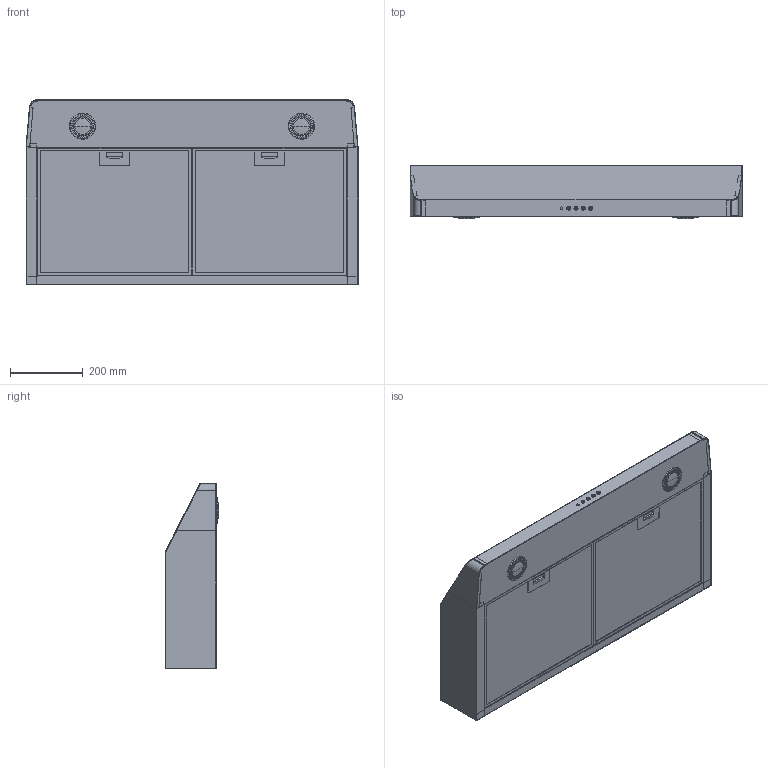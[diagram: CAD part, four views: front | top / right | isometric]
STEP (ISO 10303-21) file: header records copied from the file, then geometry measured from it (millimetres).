
FILE_DESCRIPTION((''),'2;1');
FILE_NAME('02B_787_ASM','2020-01-09T19:05:00',('PW002'),(''),'CREO PARAMETRIC BY PTC INC, 2018500','CREO PARAMETRIC BY PTC INC, 2018500','');
FILE_SCHEMA(('CONFIG_CONTROL_DESIGN'));
Products named in the file (10): 02B_124; 02B_054; 02B_055; 02B_779_ASM; FIM_026; CME_FARETTO_220V; 02B_031; K21_003; K21_710_D10_ASM; 02B_787_ASM
Assembly tree (12 placements, depth 3):
  02B_787_ASM
    02B_779_ASM
      02B_124
      02B_054
      02B_055
    FIM_026  x2
    CME_FARETTO_220V  x2
    02B_031  x2
    K21_710_D10_ASM
      K21_003
Bounding box: 912.4 x 146.09 x 510.13 mm (x, y, z)
Volume: 1892133.6 mm3; surface area: 2653734.8 mm2
Topology: 10 solids, 10 shells, 2951 faces, 7298 edges, 4424 vertices
Faces by surface type: plane 1423, cylinder 769, torus 326, cone 210, bspline 183, sphere 40
Entity records: 92728 total; most frequent: CARTESIAN_POINT 27925, DIRECTION 13693, ORIENTED_EDGE 13396, EDGE_CURVE 6698, AXIS2_PLACEMENT_3D 4898, VERTEX_POINT 4051, VECTOR 3897, LINE 3897
